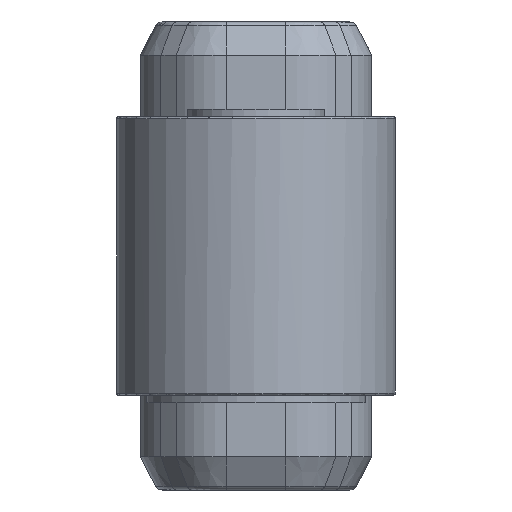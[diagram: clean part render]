
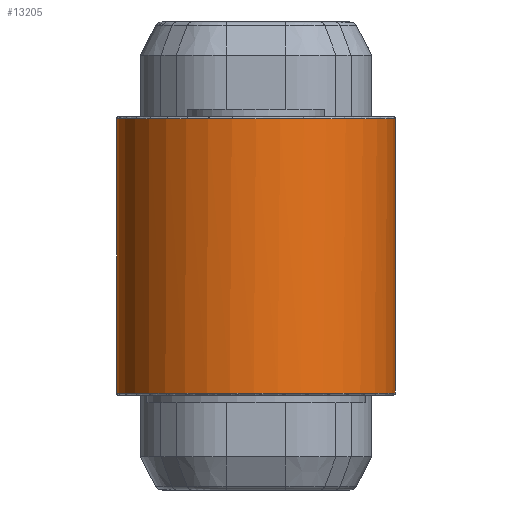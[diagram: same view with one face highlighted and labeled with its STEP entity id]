
A CAD part, left-side view. The second image highlights one B-rep face of the part: STEP entity #13205.
In plain terms, the highlighted cylindrical face has radius 59 mm (diameter 118 mm), a partial arc.
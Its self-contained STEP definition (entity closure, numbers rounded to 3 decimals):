
#4314=CARTESIAN_POINT('',(-2.,-58.966,-54.));
#4315=CARTESIAN_POINT('',(-2.,-58.966,-53.724));
#4316=CARTESIAN_POINT('',(-1.895,-58.97,
-53.218));
#4317=CARTESIAN_POINT('',(-1.452,-58.983,
-52.547));
#4318=CARTESIAN_POINT('',(-0.78,-58.996,
-52.105));
#4319=CARTESIAN_POINT('',(-0.275,-59.,
-52.));
#4320=CARTESIAN_POINT('',(0.,-59.,
-52.));
#4322=DIRECTION('',(0.,0.,1.));
#4323=VECTOR('',#4322,4.);
#4324=CARTESIAN_POINT('',(-2.,-58.966,
-58.));
#4325=LINE('',#4324,#4323);
#4326=DIRECTION('',(0.,0.,-1.));
#4327=VECTOR('',#4326,116.);
#4328=CARTESIAN_POINT('',(9.23,58.274,58.));
#4329=LINE('',#4328,#4327);
#4330=DIRECTION('',(0.,0.,1.));
#4331=VECTOR('',#4330,116.);
#4332=CARTESIAN_POINT('',(9.23,-58.274,-58.));
#4333=LINE('',#4332,#4331);
#4334=DIRECTION('',(0.,0.,-1.));
#4335=VECTOR('',#4334,4.);
#4336=CARTESIAN_POINT('',(2.,-58.966,-54.));
#4337=LINE('',#4336,#4335);
#4338=CARTESIAN_POINT('',(0.,-59.,
-52.));
#4339=CARTESIAN_POINT('',(0.276,-59.,
-52.));
#4340=CARTESIAN_POINT('',(0.782,-58.996,
-52.106));
#4341=CARTESIAN_POINT('',(1.452,-58.983,
-52.547));
#4342=CARTESIAN_POINT('',(1.894,-58.97,
-53.217));
#4343=CARTESIAN_POINT('',(2.,-58.966,-53.724));
#4344=CARTESIAN_POINT('',(2.,-58.966,-54.));
#4362=CARTESIAN_POINT('',(0.,0.,-58.));
#4363=DIRECTION('',(0.,0.,-1.));
#4364=DIRECTION('',(0.156,-0.988,0.));
#4365=AXIS2_PLACEMENT_3D('',#4362,#4363,#4364);
#4384=CARTESIAN_POINT('',(0.,0.,58.));
#4385=DIRECTION('',(0.,0.,1.));
#4386=DIRECTION('',(0.156,0.988,0.));
#4387=AXIS2_PLACEMENT_3D('',#4384,#4385,#4386);
#4399=CARTESIAN_POINT('',(0.,0.,58.));
#4400=DIRECTION('',(0.,0.,1.));
#4401=DIRECTION('',(0.,-1.,0.));
#4402=AXIS2_PLACEMENT_3D('',#4399,#4400,#4401);
#4404=CARTESIAN_POINT('',(0.,0.,58.));
#4405=DIRECTION('',(0.,0.,1.));
#4406=DIRECTION('',(0.,1.,0.));
#4407=AXIS2_PLACEMENT_3D('',#4404,#4405,#4406);
#4503=CARTESIAN_POINT('',(0.,0.,-58.));
#4504=DIRECTION('',(0.,0.,-1.));
#4505=DIRECTION('',(0.,1.,0.));
#4506=AXIS2_PLACEMENT_3D('',#4503,#4504,#4505);
#4508=CARTESIAN_POINT('',(0.,0.,-58.));
#4509=DIRECTION('',(0.,0.,-1.));
#4510=DIRECTION('',(-0.034,-0.999,0.));
#4511=AXIS2_PLACEMENT_3D('',#4508,#4509,#4510);
#5304=CARTESIAN_POINT('',(9.23,58.274,58.));
#5306=VERTEX_POINT('',#5304);
#5461=CARTESIAN_POINT('',(9.23,58.274,-58.));
#5463=VERTEX_POINT('',#5461);
#5712=CARTESIAN_POINT('',(0.,-59.,58.));
#5713=CARTESIAN_POINT('',(9.23,-58.274,58.));
#5714=VERTEX_POINT('',#5712);
#5715=VERTEX_POINT('',#5713);
#5716=CARTESIAN_POINT('',(0.,59.,58.));
#5717=VERTEX_POINT('',#5716);
#6082=VERTEX_POINT('',#4338);
#6083=VERTEX_POINT('',#4344);
#6084=VERTEX_POINT('',#4314);
#6085=CARTESIAN_POINT('',(2.,-58.966,
-58.));
#6086=VERTEX_POINT('',#6085);
#6087=CARTESIAN_POINT('',(9.23,-58.274,-58.));
#6088=VERTEX_POINT('',#6087);
#6089=CARTESIAN_POINT('',(-2.,-58.966,-58.));
#6090=CARTESIAN_POINT('',(0.,59.,-58.));
#6091=VERTEX_POINT('',#6089);
#6092=VERTEX_POINT('',#6090);
#13175=CARTESIAN_POINT('',(0.,0.,-59.));
#13176=DIRECTION('',(0.,0.,1.));
#13177=DIRECTION('',(0.,1.,0.));
#13178=AXIS2_PLACEMENT_3D('',#13175,#13176,#13177);
#13179=CYLINDRICAL_SURFACE('',#13178,59.);
#13181=ORIENTED_EDGE('',*,*,#13180,.F.);
#13182=ORIENTED_EDGE('',*,*,#13156,.F.);
#13184=ORIENTED_EDGE('',*,*,#13183,.T.);
#13186=ORIENTED_EDGE('',*,*,#13185,.T.);
#13188=ORIENTED_EDGE('',*,*,#13187,.F.);
#13190=ORIENTED_EDGE('',*,*,#13189,.T.);
#13192=ORIENTED_EDGE('',*,*,#13191,.T.);
#13194=ORIENTED_EDGE('',*,*,#13193,.T.);
#13196=ORIENTED_EDGE('',*,*,#13195,.F.);
#13198=ORIENTED_EDGE('',*,*,#13197,.T.);
#13200=ORIENTED_EDGE('',*,*,#13199,.F.);
#13202=ORIENTED_EDGE('',*,*,#13201,.F.);
#13203=EDGE_LOOP('',(#13181,#13182,#13184,#13186,#13188,#13190,#13192,#13194,
#13196,#13198,#13200,#13202));
#13204=FACE_OUTER_BOUND('',#13203,.F.);
#4321=B_SPLINE_CURVE_WITH_KNOTS('',3,(#4314,#4315,#4316,#4317,#4318,#4319,
#4320),.UNSPECIFIED.,.F.,.F.,(4,1,1,1,4),(0.,0.25,0.5,0.75,1.),
.UNSPECIFIED.);
#4345=B_SPLINE_CURVE_WITH_KNOTS('',3,(#4338,#4339,#4340,#4341,#4342,#4343,
#4344),.UNSPECIFIED.,.F.,.F.,(4,1,1,1,4),(0.,0.25,0.5,0.75,1.),
.UNSPECIFIED.);
#4366=CIRCLE('',#4365,59.);
#4388=CIRCLE('',#4387,59.);
#4403=CIRCLE('',#4402,59.);
#4408=CIRCLE('',#4407,59.);
#4507=CIRCLE('',#4506,59.);
#4512=CIRCLE('',#4511,59.);
#13156=EDGE_CURVE('',#6091,#6084,#4325,.T.);
#13180=EDGE_CURVE('',#6084,#6082,#4321,.T.);
#13183=EDGE_CURVE('',#6091,#6092,#4512,.T.);
#13185=EDGE_CURVE('',#6092,#5463,#4507,.T.);
#13187=EDGE_CURVE('',#5306,#5463,#4329,.T.);
#13189=EDGE_CURVE('',#5306,#5717,#4388,.T.);
#13191=EDGE_CURVE('',#5717,#5714,#4408,.T.);
#13193=EDGE_CURVE('',#5714,#5715,#4403,.T.);
#13195=EDGE_CURVE('',#6088,#5715,#4333,.T.);
#13197=EDGE_CURVE('',#6088,#6086,#4366,.T.);
#13199=EDGE_CURVE('',#6083,#6086,#4337,.T.);
#13201=EDGE_CURVE('',#6082,#6083,#4345,.T.);
#13205=ADVANCED_FACE('',(#13204),#13179,.T.);
